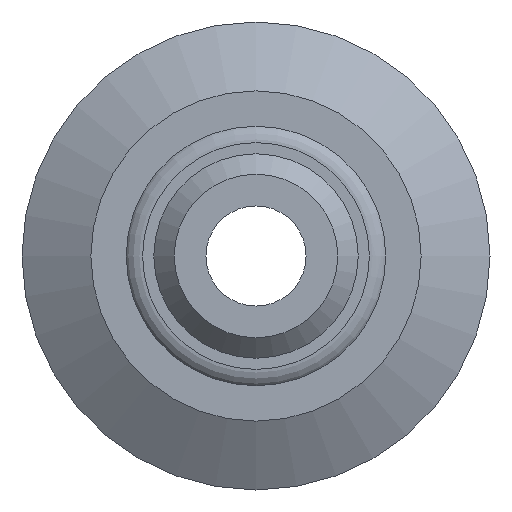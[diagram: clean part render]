
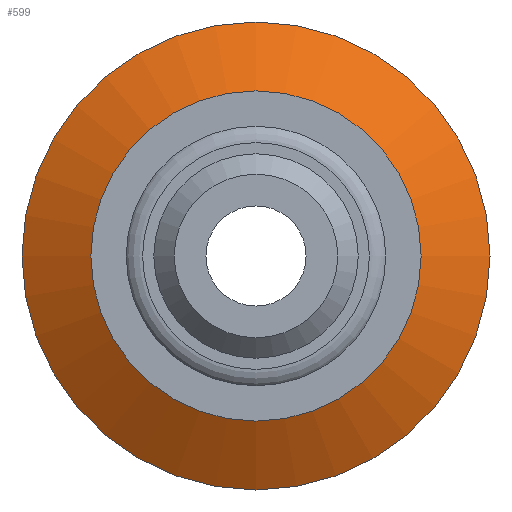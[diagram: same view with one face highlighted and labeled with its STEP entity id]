
A CAD part, front view. The second image highlights one B-rep face of the part: STEP entity #599.
In plain terms, the highlighted conical face has half-angle 60 degrees and reference radius 4.883 mm.
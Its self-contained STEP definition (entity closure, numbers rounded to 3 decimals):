
#565=CARTESIAN_POINT('',(5.725,1.973,0.0));
#566=VERTEX_POINT('',#565);
#567=CARTESIAN_POINT('',(0.0,1.973,0.0));
#568=DIRECTION('',(0.0,-1.0,0.0));
#569=DIRECTION('',(1.0,0.0,0.0));
#570=AXIS2_PLACEMENT_3D('',#567,#568,#569);
#571=CIRCLE('',#570,5.725);
#572=EDGE_CURVE('',#566,#566,#571,.T.);
#580=CARTESIAN_POINT('',(0.0,1.486,0.0));
#581=DIRECTION('',(0.0,1.0,0.0));
#582=DIRECTION('',(1.0,0.0,0.0));
#583=AXIS2_PLACEMENT_3D('',#580,#581,#582);
#584=CONICAL_SURFACE('',#583,4.883,60.);
#585=CARTESIAN_POINT('',(4.04,1.0,0.0));
#586=VERTEX_POINT('',#585);
#587=CARTESIAN_POINT('',(0.0,1.0,0.0));
#588=DIRECTION('',(0.0,-1.0,0.0));
#589=DIRECTION('',(1.0,0.0,0.0));
#590=AXIS2_PLACEMENT_3D('',#587,#588,#589);
#591=CIRCLE('',#590,4.04);
#592=EDGE_CURVE('',#586,#586,#591,.T.);
#593=ORIENTED_EDGE('',*,*,#592,.F.);
#594=EDGE_LOOP('',(#593));
#595=FACE_OUTER_BOUND('',#594,.T.);
#596=ORIENTED_EDGE('',*,*,#572,.T.);
#597=EDGE_LOOP('',(#596));
#598=FACE_BOUND('',#597,.T.);
#599=ADVANCED_FACE('',(#595,#598),#584,.T.);
